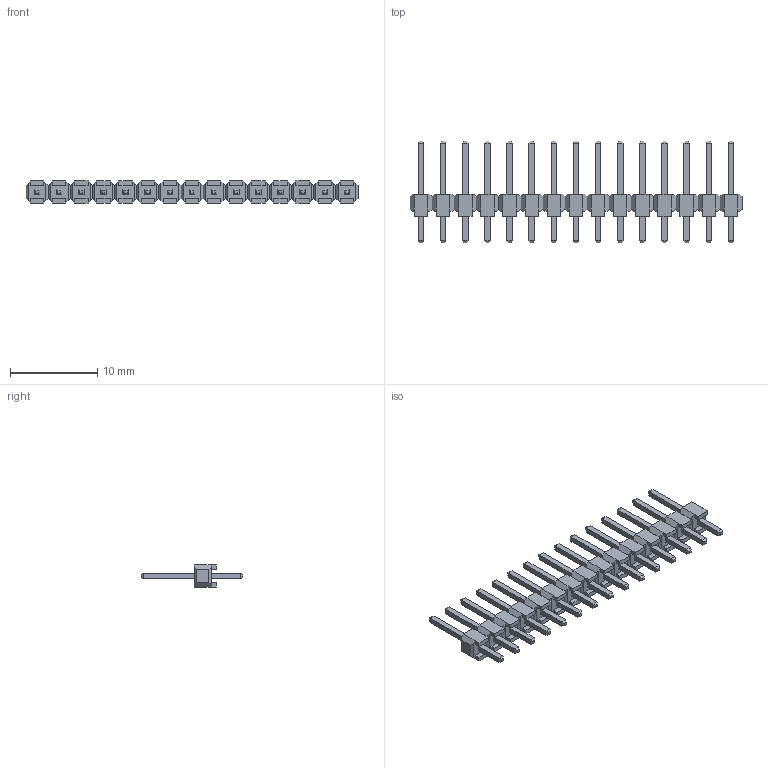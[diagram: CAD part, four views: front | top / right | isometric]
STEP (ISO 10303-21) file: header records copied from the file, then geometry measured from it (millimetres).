
FILE_DESCRIPTION((''),'2;1');
FILE_NAME('M20-999_ASM','2012-12-21T',('wbourne'),(''),'PRO/ENGINEER BY PARAMETRIC TECHNOLOGY CORPORATION, 2011490','PRO/ENGINEER BY PARAMETRIC TECHNOLOGY CORPORATION, 2011490','');
FILE_SCHEMA(('CONFIG_CONTROL_DESIGN','SHAPE_APPEARANCE_LAYERS_GROUPS'));
Length unit declared in the file: millimetre
Products named in the file (3): M20-999-MOULD; M20-999-PIN; M20-999_ASM
Assembly tree (16 placements, depth 2):
  M20-999_ASM
    M20-999-MOULD
    M20-999-PIN  x15
Bounding box: 38.1 x 11.68 x 2.54 mm (x, y, z)
Volume: 241.5 mm3; surface area: 941.8 mm2
Topology: 16 solids, 16 shells, 572 faces, 1384 edges, 844 vertices
Faces by surface type: plane 572
Entity records: 14466 total; most frequent: CARTESIAN_POINT 2007, ORIENTED_EDGE 1984, DIRECTION 1782, PRESENTATION_STYLE_ASSIGNMENT 994, STYLED_ITEM 994, VECTOR 992, LINE 992, CURVE_STYLE 992
